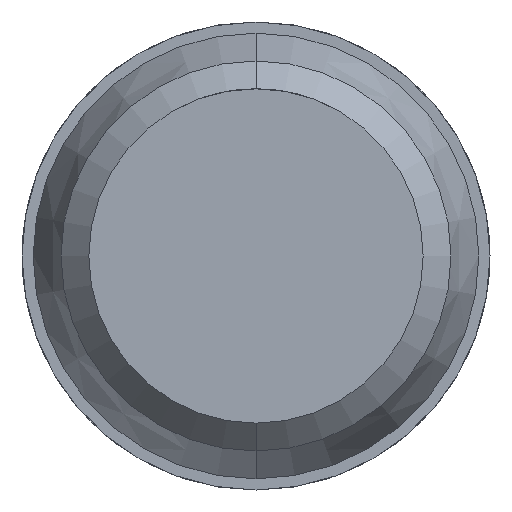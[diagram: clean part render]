
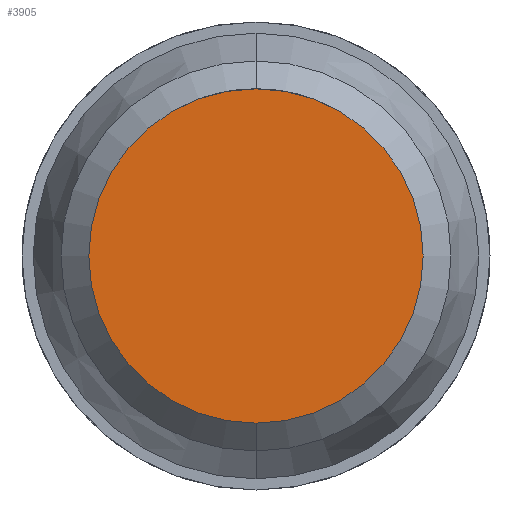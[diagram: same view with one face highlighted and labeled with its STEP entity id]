
A CAD part, front view. The second image highlights one B-rep face of the part: STEP entity #3905.
In plain terms, the highlighted planar face has unit normal (0, -1, 0).
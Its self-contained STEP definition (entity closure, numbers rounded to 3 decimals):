
#224 = DIRECTION ( 'NONE',  ( 0., 1., 0. ) ) ;
#625 = EDGE_CURVE ( 'Defeature ausgef�hrt2_0+Defeature ausgef�hrt2_2+Defeature ausgef�hrt2_2+Defeature ausgef�hrt2_2', #3346, #1398, #3602, .T. ) ;
#681 = CARTESIAN_POINT ( 'NONE',  ( 0., -39.6, 1.5 ) ) ;
#688 = AXIS2_PLACEMENT_3D ( 'NONE', #4489, #1334, #4945 ) ;
#1015 = FACE_OUTER_BOUND ( 'NONE', #5782, .T. ) ;
#1334 = DIRECTION ( 'NONE',  ( 0., -1., 0. ) ) ;
#1398 = VERTEX_POINT ( 'NONE', #681 ) ;
#1814 = EDGE_CURVE ( 'Defeature ausgef�hrt2_0+Defeature ausgef�hrt2_2+Defeature ausgef�hrt2_2+Defeature ausgef�hrt2_2', #1398, #3346, #2600, .T. ) ;
#2234 = DIRECTION ( 'NONE',  ( 0., 0., 1. ) ) ;
#2409 = ORIENTED_EDGE ( 'NONE', *, *, #1814, .F. ) ;
#2600 = CIRCLE ( 'NONE', #5680, 1.5 ) ;
#2633 = CARTESIAN_POINT ( 'NONE',  ( 0., -39.6, 0. ) ) ;
#3084 = DIRECTION ( 'NONE',  ( 0., 1., 0. ) ) ;
#3346 = VERTEX_POINT ( 'NONE', #4433 ) ;
#3373 = CARTESIAN_POINT ( 'NONE',  ( 0., -39.6, 0. ) ) ;
#3602 = CIRCLE ( 'NONE', #5438, 1.5 ) ;
#3905 = ADVANCED_FACE ( 'Defeature ausgef�hrt2_2', ( #1015 ), #4049, .T. ) ;
#4049 = PLANE ( 'NONE',  #688 ) ;
#4330 = DIRECTION ( 'NONE',  ( 0., 0., 1. ) ) ;
#4433 = CARTESIAN_POINT ( 'NONE',  ( 0., -39.6, -1.5 ) ) ;
#4489 = CARTESIAN_POINT ( 'NONE',  ( -1.5, -39.6, 0. ) ) ;
#4945 = DIRECTION ( 'NONE',  ( 0., 0., -1. ) ) ;
#5373 = ORIENTED_EDGE ( 'NONE', *, *, #625, .F. ) ;
#5438 = AXIS2_PLACEMENT_3D ( 'NONE', #2633, #3084, #2234 ) ;
#5680 = AXIS2_PLACEMENT_3D ( 'NONE', #3373, #224, #4330 ) ;
#5782 = EDGE_LOOP ( 'NONE', ( #2409, #5373 ) ) ;
